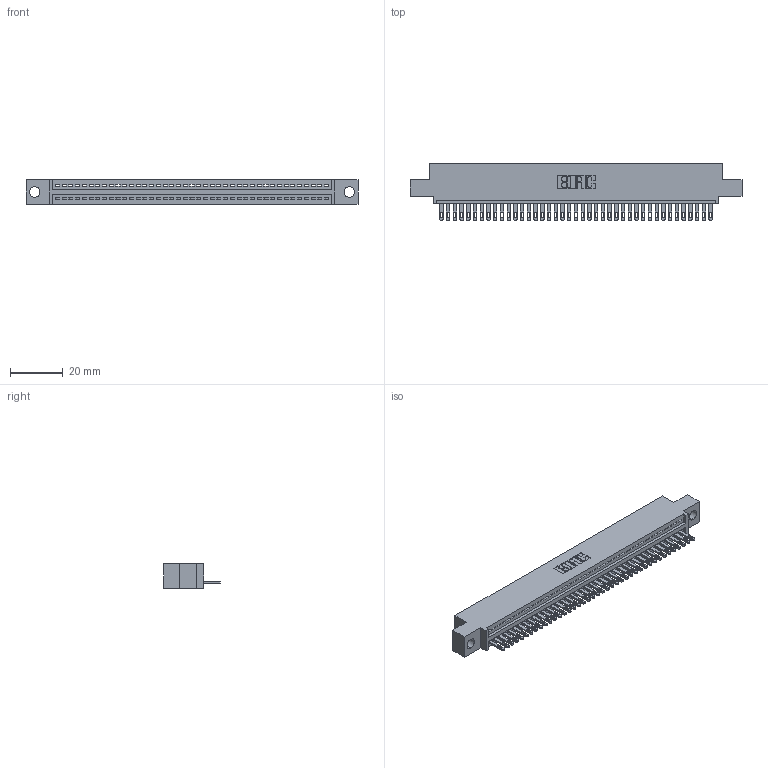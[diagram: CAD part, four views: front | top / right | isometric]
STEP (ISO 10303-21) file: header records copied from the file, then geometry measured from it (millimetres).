
FILE_DESCRIPTION (( 'STEP AP203' ), '1' );
FILE_NAME ('895-041-500-404.STEP', '2020-09-27T00:23:51', ( '' ), ( '' ), 'SwSTEP 2.0', 'SolidWorks 2020', '' );
FILE_SCHEMA (( 'CONFIG_CONTROL_DESIGN' ));
Length unit declared in the file: inch
Products named in the file (3): 895-041-500-404; 845 Part_0.110 Offset - 0.156 Dia-TH; 345-292-001_345-293-100
Assembly tree (42 placements, depth 2):
  895-041-500-404
    845 Part_0.110 Offset - 0.156 Dia-TH
    345-292-001_345-293-100  x41
Bounding box: 125.35 x 21.51 x 9.4 mm (x, y, z)
Volume: 11761.7 mm3; surface area: 15599.4 mm2
Topology: 42 solids, 42 shells, 2344 faces, 7241 edges, 4826 vertices
Faces by surface type: plane 1478, cylinder 866
Entity records: 31057 total; most frequent: CARTESIAN_POINT 5387, ORIENTED_EDGE 5362, DIRECTION 4707, EDGE_CURVE 2681, VECTOR 2381, LINE 2381, VERTEX_POINT 1786, AXIS2_PLACEMENT_3D 1163
